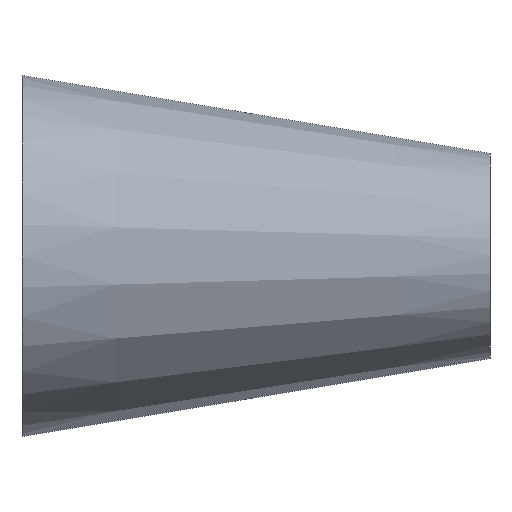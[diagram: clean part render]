
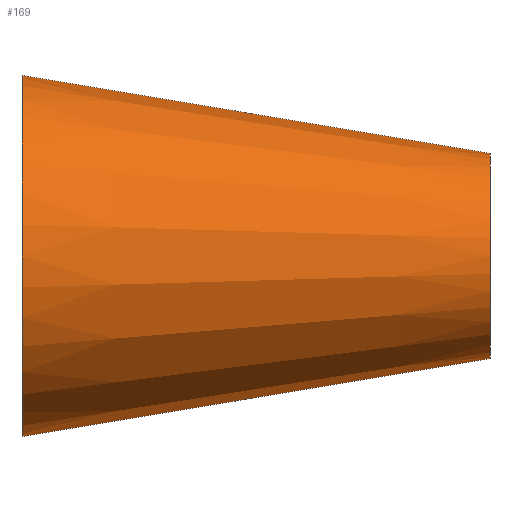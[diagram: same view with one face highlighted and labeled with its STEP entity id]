
A CAD part, front view. The second image highlights one B-rep face of the part: STEP entity #169.
In plain terms, the highlighted conical face has half-angle 9.462 degrees and reference radius 12.5 mm.
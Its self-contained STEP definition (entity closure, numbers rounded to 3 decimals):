
#2 = VECTOR ( 'NONE', #163, 1000. ) ;
#10 = DIRECTION ( 'NONE',  ( -1., 0., 0. ) ) ;
#32 = CONICAL_SURFACE ( 'NONE', #63, 12.5, 0.165 ) ;
#35 = CARTESIAN_POINT ( 'NONE',  ( 0., 0., -22. ) ) ;
#36 = CARTESIAN_POINT ( 'NONE',  ( 57., 0., 0. ) ) ;
#38 = EDGE_LOOP ( 'NONE', ( #244, #240, #159, #144 ) ) ;
#39 = DIRECTION ( 'NONE',  ( 1., 0., 0. ) ) ;
#44 = AXIS2_PLACEMENT_3D ( 'NONE', #242, #106, #148 ) ;
#56 = LINE ( 'NONE', #88, #2 ) ;
#63 = AXIS2_PLACEMENT_3D ( 'NONE', #36, #10, #228 ) ;
#66 = CARTESIAN_POINT ( 'NONE',  ( 0., 0., 22. ) ) ;
#70 = VERTEX_POINT ( 'NONE', #187 ) ;
#77 = LINE ( 'NONE', #230, #112 ) ;
#79 = AXIS2_PLACEMENT_3D ( 'NONE', #212, #39, #108 ) ;
#88 = CARTESIAN_POINT ( 'NONE',  ( 57., 0., 12.5 ) ) ;
#89 = FACE_OUTER_BOUND ( 'NONE', #38, .T. ) ;
#94 = EDGE_CURVE ( 'NONE', #70, #205, #56, .T. ) ;
#100 = EDGE_CURVE ( 'NONE', #205, #124, #137, .T. ) ;
#106 = DIRECTION ( 'NONE',  ( 1., 0., 0. ) ) ;
#108 = DIRECTION ( 'NONE',  ( 0., 0., -1. ) ) ;
#112 = VECTOR ( 'NONE', #131, 1000. ) ;
#114 = CIRCLE ( 'NONE', #44, 12.5 ) ;
#120 = EDGE_CURVE ( 'NONE', #189, #124, #77, .T. ) ;
#124 = VERTEX_POINT ( 'NONE', #35 ) ;
#127 = EDGE_CURVE ( 'NONE', #70, #189, #114, .T. ) ;
#131 = DIRECTION ( 'NONE',  ( -0.986, 0., -0.164 ) ) ;
#137 = CIRCLE ( 'NONE', #79, 22. ) ;
#144 = ORIENTED_EDGE ( 'NONE', *, *, #100, .T. ) ;
#148 = DIRECTION ( 'NONE',  ( 0., 0., -1. ) ) ;
#159 = ORIENTED_EDGE ( 'NONE', *, *, #94, .T. ) ;
#163 = DIRECTION ( 'NONE',  ( -0.986, 0., 0.164 ) ) ;
#169 = ADVANCED_FACE ( 'NONE', ( #89 ), #32, .T. ) ;
#187 = CARTESIAN_POINT ( 'NONE',  ( 57., 0., 12.5 ) ) ;
#189 = VERTEX_POINT ( 'NONE', #209 ) ;
#205 = VERTEX_POINT ( 'NONE', #66 ) ;
#209 = CARTESIAN_POINT ( 'NONE',  ( 57., 0., -12.5 ) ) ;
#212 = CARTESIAN_POINT ( 'NONE',  ( 0., 0., 0. ) ) ;
#228 = DIRECTION ( 'NONE',  ( 0., 0., 1. ) ) ;
#230 = CARTESIAN_POINT ( 'NONE',  ( 57., 0., -12.5 ) ) ;
#240 = ORIENTED_EDGE ( 'NONE', *, *, #127, .F. ) ;
#242 = CARTESIAN_POINT ( 'NONE',  ( 57., 0., 0. ) ) ;
#244 = ORIENTED_EDGE ( 'NONE', *, *, #120, .F. ) ;
